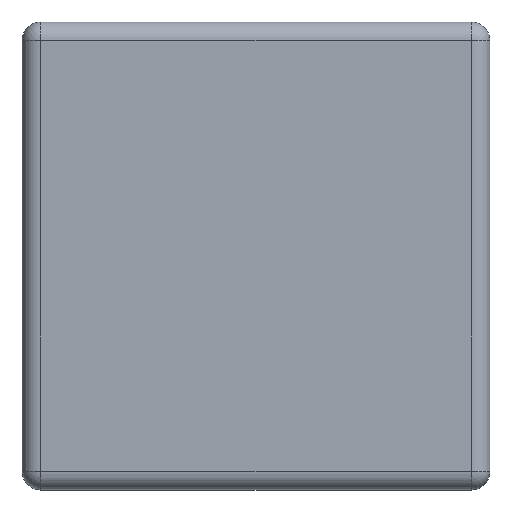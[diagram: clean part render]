
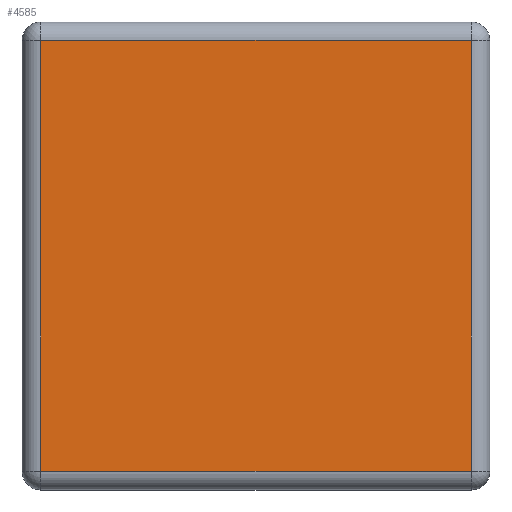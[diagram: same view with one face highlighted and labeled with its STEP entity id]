
A CAD part, top view. The second image highlights one B-rep face of the part: STEP entity #4585.
In plain terms, the highlighted planar face has unit normal (0, 0, 1).
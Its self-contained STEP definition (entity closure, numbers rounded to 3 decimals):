
#4533 = VERTEX_POINT('',#4534);
#4534 = CARTESIAN_POINT('',(-11.7,11.7,6.5));
#4558 = VERTEX_POINT('',#4559);
#4559 = CARTESIAN_POINT('',(11.7,11.7,6.5));
#4575 = EDGE_CURVE('',#4558,#4533,#4576,.T.);
#4576 = LINE('',#4577,#4578);
#4577 = CARTESIAN_POINT('',(11.7,11.7,6.5));
#4578 = VECTOR('',#4579,1.);
#4579 = DIRECTION('',(-1.,0.,0.));
#4585 = ADVANCED_FACE('',(#4586),#4611,.T.);
#4586 = FACE_BOUND('',#4587,.F.);
#4587 = EDGE_LOOP('',(#4588,#4589,#4597,#4605));
#4588 = ORIENTED_EDGE('',*,*,#4575,.F.);
#4589 = ORIENTED_EDGE('',*,*,#4590,.F.);
#4590 = EDGE_CURVE('',#4591,#4558,#4593,.T.);
#4591 = VERTEX_POINT('',#4592);
#4592 = CARTESIAN_POINT('',(11.7,-11.7,6.5));
#4593 = LINE('',#4594,#4595);
#4594 = CARTESIAN_POINT('',(11.7,-11.7,6.5));
#4595 = VECTOR('',#4596,1.);
#4596 = DIRECTION('',(0.,1.,0.));
#4597 = ORIENTED_EDGE('',*,*,#4598,.F.);
#4598 = EDGE_CURVE('',#4599,#4591,#4601,.T.);
#4599 = VERTEX_POINT('',#4600);
#4600 = CARTESIAN_POINT('',(-11.7,-11.7,6.5));
#4601 = LINE('',#4602,#4603);
#4602 = CARTESIAN_POINT('',(-11.7,-11.7,6.5));
#4603 = VECTOR('',#4604,1.);
#4604 = DIRECTION('',(1.,0.,0.));
#4605 = ORIENTED_EDGE('',*,*,#4606,.F.);
#4606 = EDGE_CURVE('',#4533,#4599,#4607,.T.);
#4607 = LINE('',#4608,#4609);
#4608 = CARTESIAN_POINT('',(-11.7,11.7,6.5));
#4609 = VECTOR('',#4610,1.);
#4610 = DIRECTION('',(0.,-1.,0.));
#4611 = PLANE('',#4612);
#4612 = AXIS2_PLACEMENT_3D('',#4613,#4614,#4615);
#4613 = CARTESIAN_POINT('',(0.,0.,6.5));
#4614 = DIRECTION('',(0.,0.,1.));
#4615 = DIRECTION('',(1.,0.,-0.));
